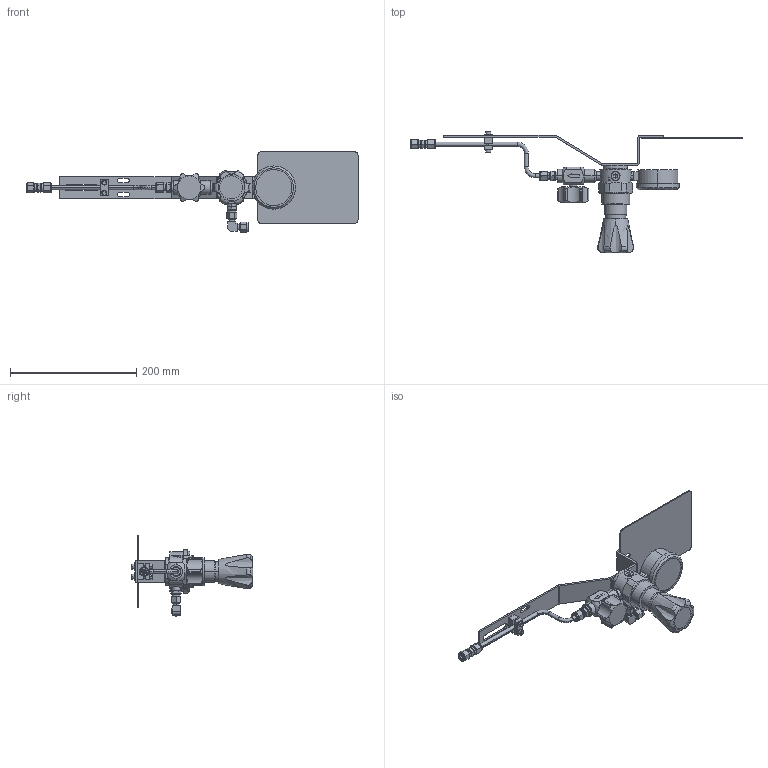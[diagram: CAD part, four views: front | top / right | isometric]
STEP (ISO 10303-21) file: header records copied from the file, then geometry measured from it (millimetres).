
FILE_DESCRIPTION((''),'2;1');
FILE_NAME('MGT-A2M_ASM','2021-01-28T09:11:22',('CRosado'),('MATHESON TRI-GAS'),'CREO PARAMETRIC BY PTC INC, 2018260','CREO PARAMETRIC BY PTC INC, 2018260','');
FILE_SCHEMA(('CONFIG_CONTROL_DESIGN'));
Length unit declared in the file: inch
Products named in the file (16): MBRA-0524-SA; MPLA-1009-SA; MBLO-0128-AB; MREG-6005-SA; MVLV-0820-SA_MODEL; MCON-0070-SA; MADP-0006-SA; MELB-0060-SA; MTBG-06800001; MTBG-0680_ASM; MUNI-0001-SA; MGAG-0040-SA; MPLU-0074-SA; MSCR-0295-SH; MWAS-0071-SH; MGT-A2M_ASM
Assembly tree (19 placements, depth 3):
  MGT-A2M_ASM
    MBRA-0524-SA
    MPLA-1009-SA
    MBLO-0128-AB
    MREG-6005-SA
    MVLV-0820-SA_MODEL
    MCON-0070-SA
    MADP-0006-SA
    MELB-0060-SA
    MTBG-0680_ASM
      MTBG-06800001
    MUNI-0001-SA
    MGAG-0040-SA
    MPLU-0074-SA
    MSCR-0295-SH  x4
    MWAS-0071-SH  x2
Bounding box: 526.03 x 193.04 x 128.34 mm (x, y, z)
Volume: 442287.5 mm3; surface area: 163764.7 mm2
Topology: 20 solids, 22 shells, 838 faces, 1956 edges, 1208 vertices
Faces by surface type: plane 290, cone 256, cylinder 242, torus 38, extrusion 6, bspline 4, sphere 2
Entity records: 24555 total; most frequent: CARTESIAN_POINT 6470, DIRECTION 3800, ORIENTED_EDGE 3616, EDGE_CURVE 1812, AXIS2_PLACEMENT_3D 1536, VERTEX_POINT 1124, EDGE_LOOP 876, FACE_OUTER_BOUND 776
